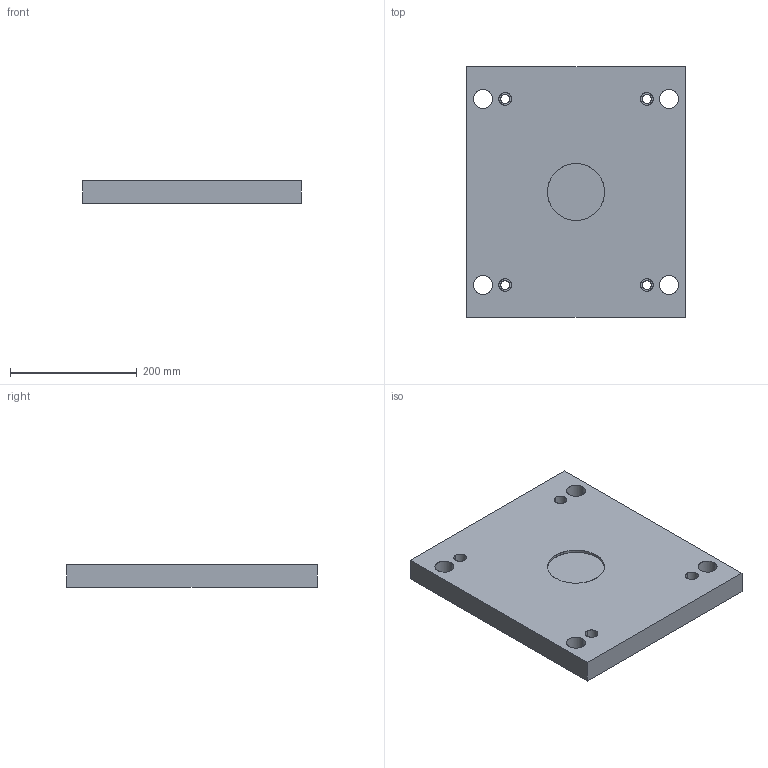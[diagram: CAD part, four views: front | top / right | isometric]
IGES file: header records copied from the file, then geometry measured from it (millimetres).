
Start section: Comment
Global section: file name: OSD3346x346036_.igs; native system:  By Spatial Corp.; preprocessor: XPlus PS/IGES 3.0; author: Author; organization: Title; date: 20040505.201401; units: inch
Bounding box: 346 x 396 x 36 mm (x, y, z)
Surface area: 342774.4 mm2 (no closed solid volume)
Topology: 0 solids, 0 shells, 37 faces, 180 edges, 180 vertices
Faces by surface type: bspline 37
